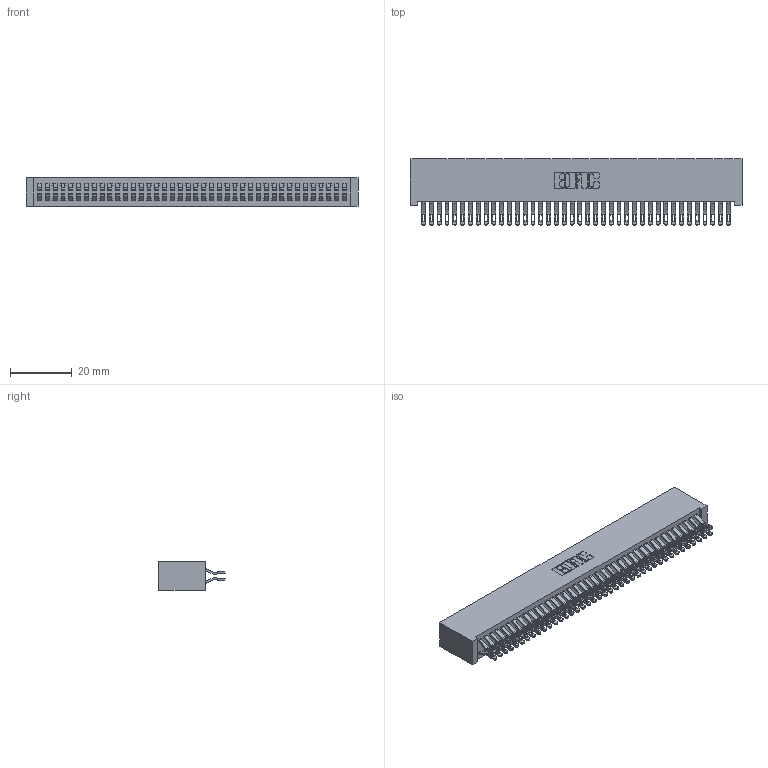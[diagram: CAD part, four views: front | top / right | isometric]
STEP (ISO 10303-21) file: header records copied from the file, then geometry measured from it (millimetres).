
FILE_DESCRIPTION (( 'STEP AP203' ), '1' );
FILE_NAME ('342-080-555-201.STEP', '2019-10-04T11:45:45', ( '' ), ( '' ), 'SwSTEP 2.0', 'SolidWorks 2016', '' );
FILE_SCHEMA (( 'CONFIG_CONTROL_DESIGN' ));
Length unit declared in the file: inch
Products named in the file (3): 342 Part_Lugless; 345-292-001_555 Tail; 342-080-555-201
Assembly tree (81 placements, depth 2):
  342-080-555-201
    342 Part_Lugless
    345-292-001_555 Tail  x80
Bounding box: 107.85 x 21.47 x 9.4 mm (x, y, z)
Volume: 10342.5 mm3; surface area: 18006 mm2
Topology: 81 solids, 81 shells, 4742 faces, 14915 edges, 9942 vertices
Faces by surface type: plane 2782, cylinder 1960
Entity records: 25909 total; most frequent: CARTESIAN_POINT 4328, ORIENTED_EDGE 4234, DIRECTION 3665, EDGE_CURVE 2117, VECTOR 1977, LINE 1977, VERTEX_POINT 1410, AXIS2_PLACEMENT_3D 844
